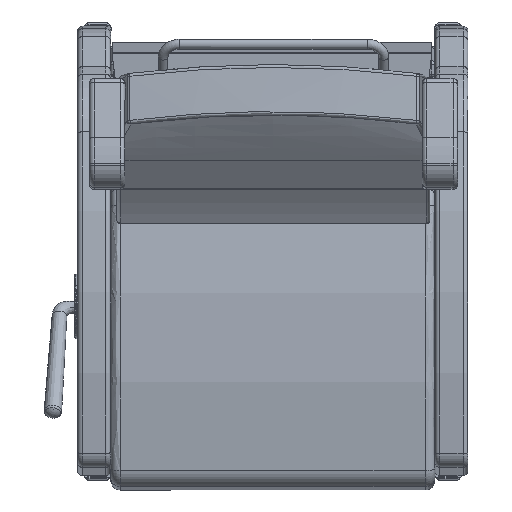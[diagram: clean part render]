
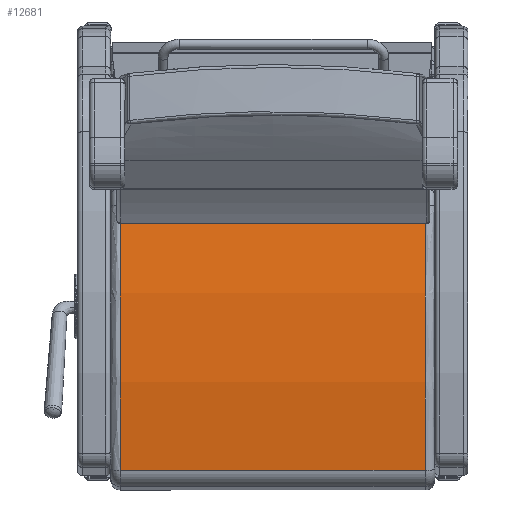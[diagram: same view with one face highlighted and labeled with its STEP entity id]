
A CAD part, front view. The second image highlights one B-rep face of the part: STEP entity #12681.
In plain terms, the highlighted free-form (B-spline) face has degree [1, 2] with [2, 3] control points.
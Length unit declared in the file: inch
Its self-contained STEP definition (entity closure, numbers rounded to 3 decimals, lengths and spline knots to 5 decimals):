
#556=(
BOUNDED_SURFACE()
B_SPLINE_SURFACE(1,2,((#28566,#28567,#28568),(#28569,#28570,#28571)),
 .UNSPECIFIED.,.F.,.F.,.F.)
B_SPLINE_SURFACE_WITH_KNOTS((2,2),(3,3),(-0.19254,0.19254),
(1.36178,1.69928),.UNSPECIFIED.)
GEOMETRIC_REPRESENTATION_ITEM()
RATIONAL_B_SPLINE_SURFACE(((1.,0.986,1.),(1.,0.986,
1.)))
REPRESENTATION_ITEM('')
SURFACE()
);
#1052=ELLIPSE('',#14097,60.05357,60.);
#1062=ELLIPSE('',#14125,60.05357,60.);
#1488=FACE_OUTER_BOUND('',#2352,.T.);
#2352=EDGE_LOOP('',(#9579,#9580,#9581,#9582));
#3189=LINE('',#28564,#3951);
#3190=LINE('',#28573,#3952);
#3951=VECTOR('',#16670,0.3937);
#3952=VECTOR('',#16673,0.3937);
#5732=VERTEX_POINT('',#28356);
#5733=VERTEX_POINT('',#28357);
#5758=VERTEX_POINT('',#28563);
#5759=VERTEX_POINT('',#28572);
#7113=EDGE_CURVE('',#5732,#5733,#1052,.T.);
#7151=EDGE_CURVE('',#5733,#5758,#3189,.T.);
#7153=EDGE_CURVE('',#5732,#5759,#3190,.T.);
#7154=EDGE_CURVE('',#5758,#5759,#1062,.T.);
#9579=ORIENTED_EDGE('',*,*,#7113,.F.);
#9580=ORIENTED_EDGE('',*,*,#7153,.T.);
#9581=ORIENTED_EDGE('',*,*,#7154,.F.);
#9582=ORIENTED_EDGE('',*,*,#7151,.F.);
#12681=ADVANCED_FACE('',(#1488),#556,.F.);
#14097=AXIS2_PLACEMENT_3D('',#28358,#16602,#16603);
#14125=AXIS2_PLACEMENT_3D('',#28574,#16674,#16675);
#16602=DIRECTION('center_axis',(0.,0.,-1.));
#16603=DIRECTION('ref_axis',(1.,0.,0.));
#16670=DIRECTION('',(0.,0.,1.));
#16673=DIRECTION('',(0.,0.,1.));
#16674=DIRECTION('center_axis',(0.,0.,1.));
#16675=DIRECTION('ref_axis',(1.,0.,0.));
#28356=CARTESIAN_POINT('',(-10.04459,1.25621,-11.5625));
#28357=CARTESIAN_POINT('',(10.1114,0.44486,-11.5625));
#28358=CARTESIAN_POINT('Origin',(-2.34979,-58.24922,-11.5625));
#28563=CARTESIAN_POINT('',(10.1114,0.44486,11.5625));
#28564=CARTESIAN_POINT('',(10.1114,0.44486,0.));
#28566=CARTESIAN_POINT('Ctrl Pts',(10.1114,0.44486,-11.5625));
#28567=CARTESIAN_POINT('Ctrl Pts',(0.10258,2.56602,-11.5625));
#28568=CARTESIAN_POINT('Ctrl Pts',(-10.04459,1.25621,-11.5625));
#28569=CARTESIAN_POINT('Ctrl Pts',(10.1114,0.44486,11.5625));
#28570=CARTESIAN_POINT('Ctrl Pts',(0.10258,2.56602,11.5625));
#28571=CARTESIAN_POINT('Ctrl Pts',(-10.04459,1.25621,11.5625));
#28572=CARTESIAN_POINT('',(-10.04459,1.25621,11.5625));
#28573=CARTESIAN_POINT('',(-10.04459,1.25621,0.));
#28574=CARTESIAN_POINT('Origin',(-2.34979,-58.24922,11.5625));
